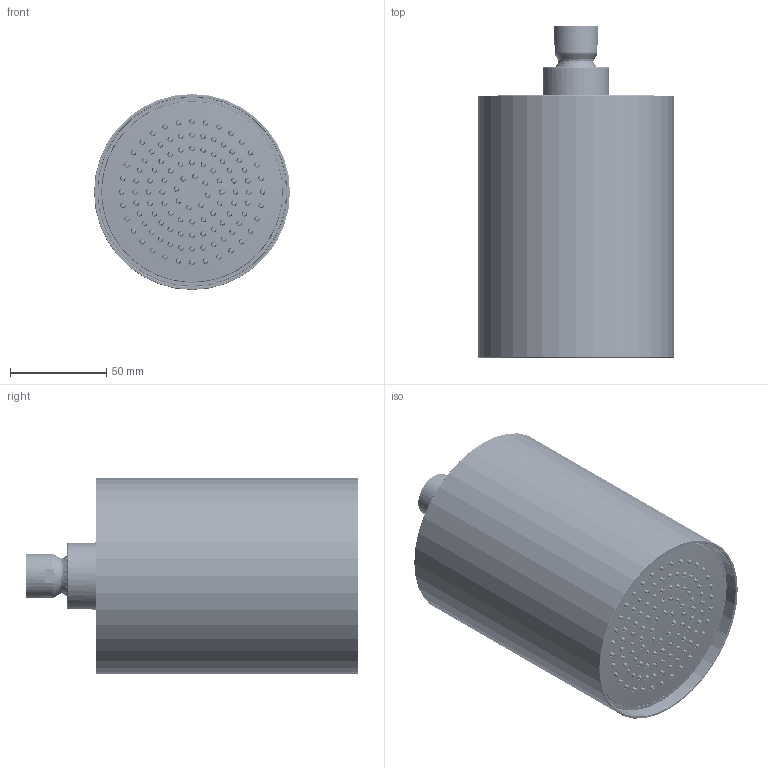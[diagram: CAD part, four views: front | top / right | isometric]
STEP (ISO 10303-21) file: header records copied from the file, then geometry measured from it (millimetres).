
FILE_DESCRIPTION(/* description */ ('Unknown'),/* implementation_level */ '2;1');
FILE_NAME(/* name */ 'AR472',/* time_stamp */ '2022-12-14T15:04:42+01:00',/* author */ ('Unknown'),/* organization */ ('Unknown'),/* preprocessor_version */ 'ST-DEVELOPER v16.7',/* originating_system */ 'DEX',/* authorisation */ $);
FILE_SCHEMA (('AUTOMOTIVE_DESIGN { 1 0 10303 214 3 1 1 }','AUTOMOTIVE_DESIGN {1 0 10303 214 3 1 1}'));
Length unit declared in the file: millimetre
Products named in the file (13): AR472-00; A011251_01500ZZ; CART-SOFF-VELVET-D100_ASM; A063091 brass; GOMMA-D100-VELVET; A020058_17800ZZ; C092034_00000ZZ; C067048; C020046; C092055_00000ZZ; C099007; C028044_CE100ZZ; C027014
Assembly tree (22 placements, depth 3):
  AR472-00
    A011251_01500ZZ
    CART-SOFF-VELVET-D100_ASM
      A063091 brass
      GOMMA-D100-VELVET
      A020058_17800ZZ
      C092034_00000ZZ  x8
    C067048
    C020046
    C092055_00000ZZ  x4
    C099007
    C028044_CE100ZZ
    C027014
Bounding box: 101.6 x 172.08 x 101.6 mm (x, y, z)
Volume: 172838.7 mm3; surface area: 191634.2 mm2
Topology: 21 solids, 21 shells, 6009 faces, 17154 edges, 9373 vertices
Faces by surface type: cylinder 2564, bspline 1237, plane 801, cone 633, torus 593, sphere 181
Full cylindrical faces by diameter (mm): 0.1 x1936, 2.2 x48, 2.4 x8, 3.1 x8, 4 x44, 5.5 x8, 6 x1, 6.09 x8, 7 x1, 7.5 x4, 13.9 x1, 14.5 x1, 15 x2, 16.5 x1, 18.5 x1, 19 x4, 23 x1, 23.2 x1, 24 x1, 26 x1, 26.5 x1, 27.8 x1, 30.5 x1, 33.2 x1, 34.8 x1, 36 x1, 98.6 x2, 99.9 x1, 100.2 x2, 101.6 x1
Entity records: 283578 total; most frequent: CARTESIAN_POINT 158679, ORIENTED_EDGE 24812, DIRECTION 24457, EDGE_CURVE 12406, AXIS2_PLACEMENT_3D 11565, EDGE_LOOP 9407, FACE_BOUND 9407, VERTEX_POINT 8029
